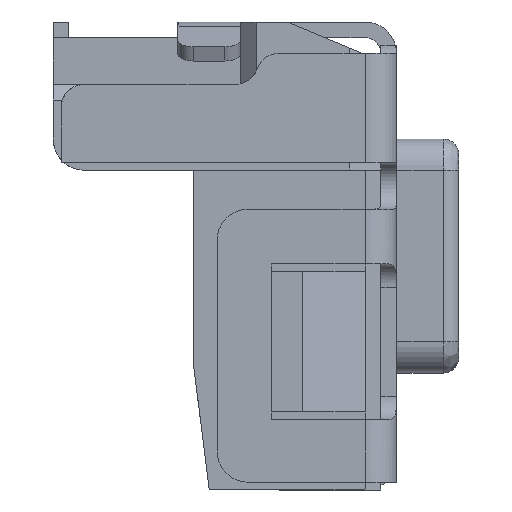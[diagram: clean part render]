
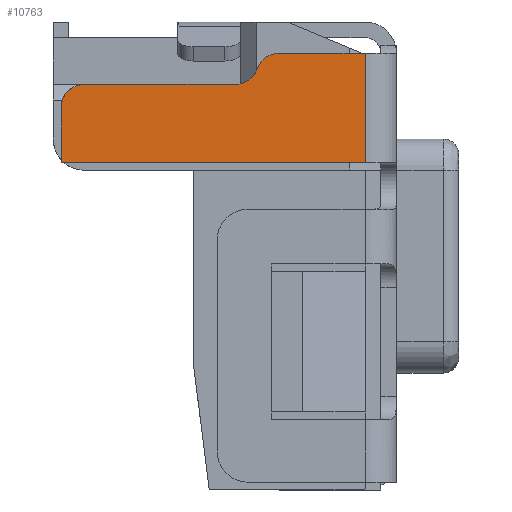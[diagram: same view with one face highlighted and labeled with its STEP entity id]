
A CAD part, left-side view. The second image highlights one B-rep face of the part: STEP entity #10763.
In plain terms, the highlighted planar face has unit normal (-1, 0, 0).
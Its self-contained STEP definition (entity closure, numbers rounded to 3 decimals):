
#3172 = VERTEX_POINT('',#3173);
#3173 = CARTESIAN_POINT('',(-2.4,0.85,
    0.1));
#3179 = EDGE_CURVE('',#3180,#3172,#3182,.T.);
#3180 = VERTEX_POINT('',#3181);
#3181 = CARTESIAN_POINT('',(-2.4,0.85,0.45
    ));
#3182 = LINE('',#3183,#3184);
#3183 = CARTESIAN_POINT('',(-2.4,0.85,0.45
    ));
#3184 = VECTOR('',#3185,1.);
#3185 = DIRECTION('',(0.,0.,-1.));
#3210 = EDGE_CURVE('',#3180,#3211,#3213,.T.);
#3211 = VERTEX_POINT('',#3212);
#3212 = CARTESIAN_POINT('',(-2.4,0.7,0.6
    ));
#3213 = CIRCLE('',#3214,0.15);
#3214 = AXIS2_PLACEMENT_3D('',#3215,#3216,#3217);
#3215 = CARTESIAN_POINT('',(-2.4,0.7,0.45
    ));
#3216 = DIRECTION('',(1.,0.,0.));
#3217 = DIRECTION('',(0.,1.,-0.));
#10273 = VERTEX_POINT('',#10274);
#10274 = CARTESIAN_POINT('',(-2.4,-0.55,
    0.8));
#10280 = EDGE_CURVE('',#10273,#10281,#10283,.T.);
#10281 = VERTEX_POINT('',#10282);
#10282 = CARTESIAN_POINT('',(-2.4,-1.1,
    0.8));
#10283 = LINE('',#10284,#10285);
#10284 = CARTESIAN_POINT('',(-2.4,-0.55,
    0.8));
#10285 = VECTOR('',#10286,1.);
#10286 = DIRECTION('',(0.,-1.,0.));
#10323 = VERTEX_POINT('',#10324);
#10324 = CARTESIAN_POINT('',(-2.4,-0.409,
    0.7));
#10330 = EDGE_CURVE('',#10323,#10273,#10331,.T.);
#10331 = CIRCLE('',#10332,0.15);
#10332 = AXIS2_PLACEMENT_3D('',#10333,#10334,#10335);
#10333 = CARTESIAN_POINT('',(-2.4,-0.55,
    0.65));
#10334 = DIRECTION('',(1.,0.,0.));
#10335 = DIRECTION('',(0.,0.943,0.333)
  );
#10349 = EDGE_CURVE('',#10350,#10323,#10352,.T.);
#10350 = VERTEX_POINT('',#10351);
#10351 = CARTESIAN_POINT('',(-2.4,-0.267,
    0.6));
#10352 = CIRCLE('',#10353,0.15);
#10353 = AXIS2_PLACEMENT_3D('',#10354,#10355,#10356);
#10354 = CARTESIAN_POINT('',(-2.4,-0.267,
    0.75));
#10355 = DIRECTION('',(-1.,0.,0.));
#10356 = DIRECTION('',(0.,0.,-1.));
#10376 = EDGE_CURVE('',#10350,#3211,#10377,.T.);
#10377 = LINE('',#10378,#10379);
#10378 = CARTESIAN_POINT('',(-2.4,-0.267,
    0.6));
#10379 = VECTOR('',#10380,1.);
#10380 = DIRECTION('',(0.,1.,-0.));
#10763 = ADVANCED_FACE('',(#10764),#10786,.F.);
#10764 = FACE_BOUND('',#10765,.T.);
#10765 = EDGE_LOOP('',(#10766,#10767,#10768,#10769,#10770,#10771,#10772,
    #10780));
#10766 = ORIENTED_EDGE('',*,*,#10280,.F.);
#10767 = ORIENTED_EDGE('',*,*,#10330,.F.);
#10768 = ORIENTED_EDGE('',*,*,#10349,.F.);
#10769 = ORIENTED_EDGE('',*,*,#10376,.T.);
#10770 = ORIENTED_EDGE('',*,*,#3210,.F.);
#10771 = ORIENTED_EDGE('',*,*,#3179,.T.);
#10772 = ORIENTED_EDGE('',*,*,#10773,.T.);
#10773 = EDGE_CURVE('',#3172,#10774,#10776,.T.);
#10774 = VERTEX_POINT('',#10775);
#10775 = CARTESIAN_POINT('',(-2.4,-1.1,
    0.1));
#10776 = LINE('',#10777,#10778);
#10777 = CARTESIAN_POINT('',(-2.4,0.85,
    0.1));
#10778 = VECTOR('',#10779,1.);
#10779 = DIRECTION('',(0.,-1.,0.));
#10780 = ORIENTED_EDGE('',*,*,#10781,.T.);
#10781 = EDGE_CURVE('',#10774,#10281,#10782,.T.);
#10782 = LINE('',#10783,#10784);
#10783 = CARTESIAN_POINT('',(-2.4,-1.1,
    0.1));
#10784 = VECTOR('',#10785,1.);
#10785 = DIRECTION('',(0.,0.,1.));
#10786 = PLANE('',#10787);
#10787 = AXIS2_PLACEMENT_3D('',#10788,#10789,#10790);
#10788 = CARTESIAN_POINT('',(-2.4,-0.125,
    0.45));
#10789 = DIRECTION('',(1.,0.,0.));
#10790 = DIRECTION('',(0.,-1.,0.));
